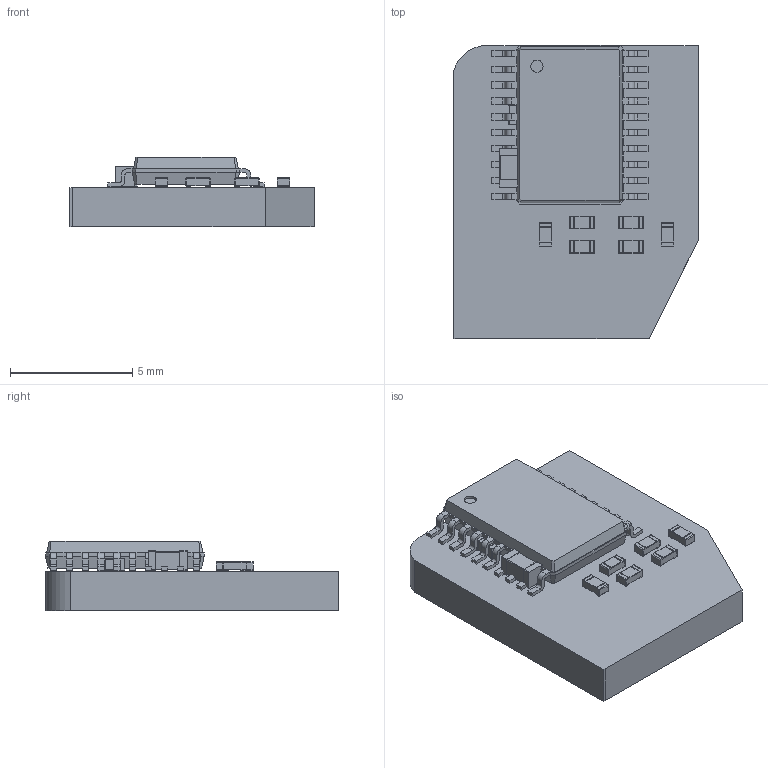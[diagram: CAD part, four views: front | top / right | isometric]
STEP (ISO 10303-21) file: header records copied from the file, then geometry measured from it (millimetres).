
FILE_DESCRIPTION(('KiCad electronic assembly'),'2;1');
FILE_NAME('as5045b_board.step','2020-10-03T18:22:14',('An Author'),( 'A Company'),'Open CASCADE STEP processor 6.9', 'KiCad to STEP converter','Unknown');
FILE_SCHEMA(('AUTOMOTIVE_DESIGN { 1 0 10303 214 1 1 1 1 }'));
Length unit declared in the file: millimetre
Products named in the file (10): Open CASCADE STEP translator 6.9 1; R_0402_1005Metric; SOLID; C_0402_1005Metric; C_0603_1608Metric; TSSOP-20_4.4x6.5mm_P0.65mm
Assembly tree (14 placements, depth 3):
  Open CASCADE STEP translator 6.9 1
    R_0402_1005Metric  x6
      SOLID
    C_0402_1005Metric
      SOLID
    C_0603_1608Metric
      SOLID
    TSSOP-20_4.4x6.5mm_P0.65mm
      SOLID
    SOLID
Bounding box: 10 x 12 x 2.85 mm (x, y, z)
Volume: 218.1 mm3; surface area: 419.3 mm2
Topology: 10 solids, 10 shells, 558 faces, 1471 edges, 938 vertices
Faces by surface type: plane 360, cylinder 154, bspline 44
Full cylindrical faces by diameter (mm): 0.5 x1
Entity records: 31112 total; most frequent: CARTESIAN_POINT 5502, DIRECTION 4173, LINE 2805, VECTOR 2805, ORIENTED_EDGE 2262, PCURVE 2262, DEFINITIONAL_REPRESENTATION 2262, EDGE_CURVE 1131
